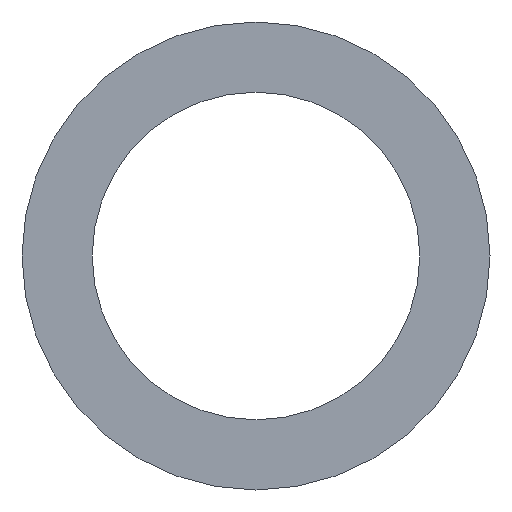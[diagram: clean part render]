
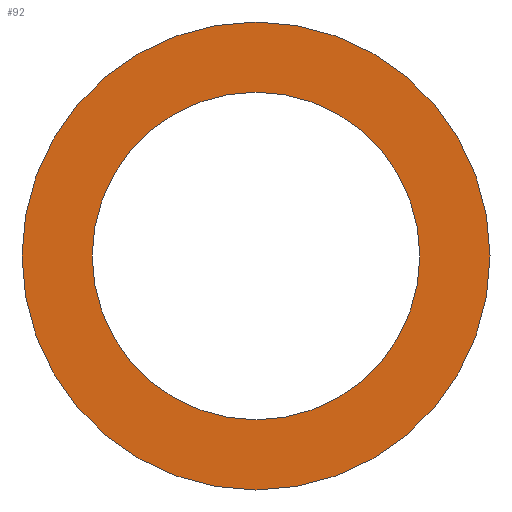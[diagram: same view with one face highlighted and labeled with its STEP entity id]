
A CAD part, left-side view. The second image highlights one B-rep face of the part: STEP entity #92.
In plain terms, the highlighted planar face has unit normal (-1, 0, 0).
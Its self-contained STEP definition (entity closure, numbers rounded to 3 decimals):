
#5 = DIRECTION ( 'NONE',  ( 0., 0., -1. ) ) ;
#10 = CARTESIAN_POINT ( 'NONE',  ( -1., 0., 0. ) ) ;
#13 = CIRCLE ( 'NONE', #38, 5.25 ) ;
#18 = EDGE_LOOP ( 'NONE', ( #53, #97 ) ) ;
#20 = CARTESIAN_POINT ( 'NONE',  ( -1., 0., 0. ) ) ;
#22 = AXIS2_PLACEMENT_3D ( 'NONE', #112, #139, #61 ) ;
#38 = AXIS2_PLACEMENT_3D ( 'NONE', #10, #208, #93 ) ;
#39 = PLANE ( 'NONE',  #170 ) ;
#40 = CARTESIAN_POINT ( 'NONE',  ( -1., 0., 7.5 ) ) ;
#42 = DIRECTION ( 'NONE',  ( 1., 0., 0. ) ) ;
#51 = CIRCLE ( 'NONE', #184, 7.5 ) ;
#52 = EDGE_LOOP ( 'NONE', ( #131, #103 ) ) ;
#53 = ORIENTED_EDGE ( 'NONE', *, *, #203, .F. ) ;
#57 = CARTESIAN_POINT ( 'NONE',  ( -1., 0., 5.25 ) ) ;
#61 = DIRECTION ( 'NONE',  ( 0., 0., -1. ) ) ;
#65 = VERTEX_POINT ( 'NONE', #40 ) ;
#66 = VERTEX_POINT ( 'NONE', #57 ) ;
#79 = CARTESIAN_POINT ( 'NONE',  ( -1., 0., 0. ) ) ;
#86 = CIRCLE ( 'NONE', #122, 7.5 ) ;
#92 = ADVANCED_FACE ( 'NONE', ( #123, #109 ), #39, .F. ) ;
#93 = DIRECTION ( 'NONE',  ( 0., 0., -1. ) ) ;
#97 = ORIENTED_EDGE ( 'NONE', *, *, #182, .F. ) ;
#101 = CARTESIAN_POINT ( 'NONE',  ( -1., 0., 0. ) ) ;
#103 = ORIENTED_EDGE ( 'NONE', *, *, #155, .T. ) ;
#109 = FACE_BOUND ( 'NONE', #52, .T. ) ;
#110 = DIRECTION ( 'NONE',  ( 0., 0., -1. ) ) ;
#112 = CARTESIAN_POINT ( 'NONE',  ( -1., 0., 0. ) ) ;
#115 = CARTESIAN_POINT ( 'NONE',  ( -1., 0., -7.5 ) ) ;
#122 = AXIS2_PLACEMENT_3D ( 'NONE', #101, #128, #124 ) ;
#123 = FACE_OUTER_BOUND ( 'NONE', #18, .T. ) ;
#124 = DIRECTION ( 'NONE',  ( 0., 0., -1. ) ) ;
#128 = DIRECTION ( 'NONE',  ( 1., 0., 0. ) ) ;
#129 = VERTEX_POINT ( 'NONE', #160 ) ;
#131 = ORIENTED_EDGE ( 'NONE', *, *, #186, .T. ) ;
#139 = DIRECTION ( 'NONE',  ( 1., 0., 0. ) ) ;
#142 = DIRECTION ( 'NONE',  ( 1., 0., 0. ) ) ;
#155 = EDGE_CURVE ( 'NONE', #129, #66, #13, .T. ) ;
#160 = CARTESIAN_POINT ( 'NONE',  ( -1., 0., -5.25 ) ) ;
#170 = AXIS2_PLACEMENT_3D ( 'NONE', #20, #42, #110 ) ;
#176 = VERTEX_POINT ( 'NONE', #115 ) ;
#182 = EDGE_CURVE ( 'NONE', #176, #65, #51, .T. ) ;
#184 = AXIS2_PLACEMENT_3D ( 'NONE', #79, #142, #5 ) ;
#186 = EDGE_CURVE ( 'NONE', #66, #129, #190, .T. ) ;
#190 = CIRCLE ( 'NONE', #22, 5.25 ) ;
#203 = EDGE_CURVE ( 'NONE', #65, #176, #86, .T. ) ;
#208 = DIRECTION ( 'NONE',  ( 1., 0., 0. ) ) ;
